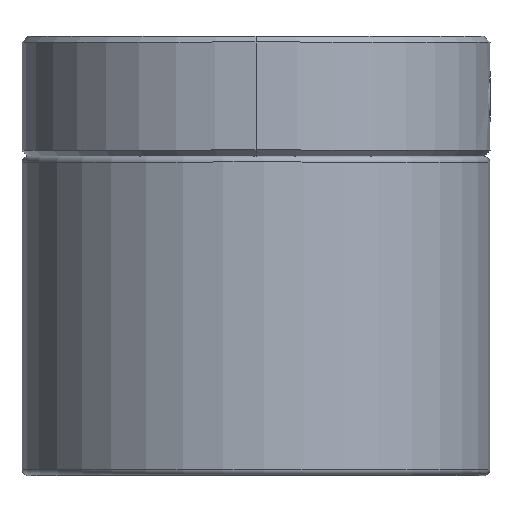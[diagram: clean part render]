
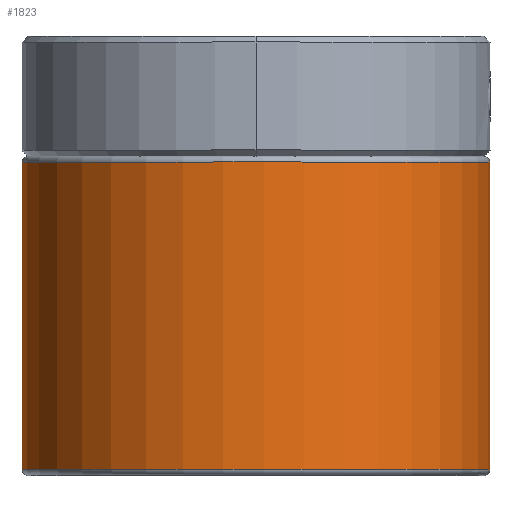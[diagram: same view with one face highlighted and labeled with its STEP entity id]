
A CAD part, top view. The second image highlights one B-rep face of the part: STEP entity #1823.
In plain terms, the highlighted cylindrical face has radius 19.5 mm (diameter 39 mm), a partial arc.
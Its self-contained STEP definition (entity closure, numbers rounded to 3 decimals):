
#25 = DIRECTION ( 'NONE',  ( 1., 0., 0. ) ) ;
#59 = CIRCLE ( 'NONE', #1194, 19.5 ) ;
#92 = DIRECTION ( 'NONE',  ( 0., 0., -1. ) ) ;
#112 = CARTESIAN_POINT ( 'NONE',  ( -19.5, 0., 0.5 ) ) ;
#171 = EDGE_CURVE ( 'NONE', #2305, #1207, #987, .T. ) ;
#203 = DIRECTION ( 'NONE',  ( 0., 0., -1. ) ) ;
#218 = DIRECTION ( 'NONE',  ( 1., 0., 0. ) ) ;
#369 = DIRECTION ( 'NONE',  ( -1., 0., 0. ) ) ;
#382 = VECTOR ( 'NONE', #92, 1000. ) ;
#499 = AXIS2_PLACEMENT_3D ( 'NONE', #1922, #957, #369 ) ;
#687 = ORIENTED_EDGE ( 'NONE', *, *, #2093, .T. ) ;
#741 = CARTESIAN_POINT ( 'NONE',  ( 19.5, 0., 26.1 ) ) ;
#746 = FACE_OUTER_BOUND ( 'NONE', #1609, .T. ) ;
#859 = CARTESIAN_POINT ( 'NONE',  ( 19.5, 0., 26.6 ) ) ;
#943 = ORIENTED_EDGE ( 'NONE', *, *, #1725, .T. ) ;
#957 = DIRECTION ( 'NONE',  ( 0., 0., -1. ) ) ;
#958 = VECTOR ( 'NONE', #203, 1000. ) ;
#976 = CARTESIAN_POINT ( 'NONE',  ( -19.5, 0., 26.6 ) ) ;
#987 = LINE ( 'NONE', #976, #958 ) ;
#1022 = VERTEX_POINT ( 'NONE', #741 ) ;
#1147 = AXIS2_PLACEMENT_3D ( 'NONE', #1600, #2243, #218 ) ;
#1194 = AXIS2_PLACEMENT_3D ( 'NONE', #2401, #1817, #25 ) ;
#1207 = VERTEX_POINT ( 'NONE', #112 ) ;
#1223 = VERTEX_POINT ( 'NONE', #2486 ) ;
#1600 = CARTESIAN_POINT ( 'NONE',  ( 0., 0., 26.1 ) ) ;
#1609 = EDGE_LOOP ( 'NONE', ( #687, #943, #1731, #2484 ) ) ;
#1725 = EDGE_CURVE ( 'NONE', #1022, #1223, #2267, .T. ) ;
#1731 = ORIENTED_EDGE ( 'NONE', *, *, #1979, .T. ) ;
#1817 = DIRECTION ( 'NONE',  ( 0., 0., 1. ) ) ;
#1823 = ADVANCED_FACE ( 'NONE', ( #746 ), #2154, .T. ) ;
#1922 = CARTESIAN_POINT ( 'NONE',  ( 0., 0., 26.6 ) ) ;
#1979 = EDGE_CURVE ( 'NONE', #1223, #1207, #59, .T. ) ;
#2093 = EDGE_CURVE ( 'NONE', #2305, #1022, #2192, .T. ) ;
#2154 = CYLINDRICAL_SURFACE ( 'NONE', #499, 19.5 ) ;
#2192 = CIRCLE ( 'NONE', #1147, 19.5 ) ;
#2243 = DIRECTION ( 'NONE',  ( 0., 0., -1. ) ) ;
#2258 = CARTESIAN_POINT ( 'NONE',  ( -19.5, 0., 26.1 ) ) ;
#2267 = LINE ( 'NONE', #859, #382 ) ;
#2305 = VERTEX_POINT ( 'NONE', #2258 ) ;
#2401 = CARTESIAN_POINT ( 'NONE',  ( 0., 0., 0.5 ) ) ;
#2484 = ORIENTED_EDGE ( 'NONE', *, *, #171, .F. ) ;
#2486 = CARTESIAN_POINT ( 'NONE',  ( 19.5, 0., 0.5 ) ) ;
